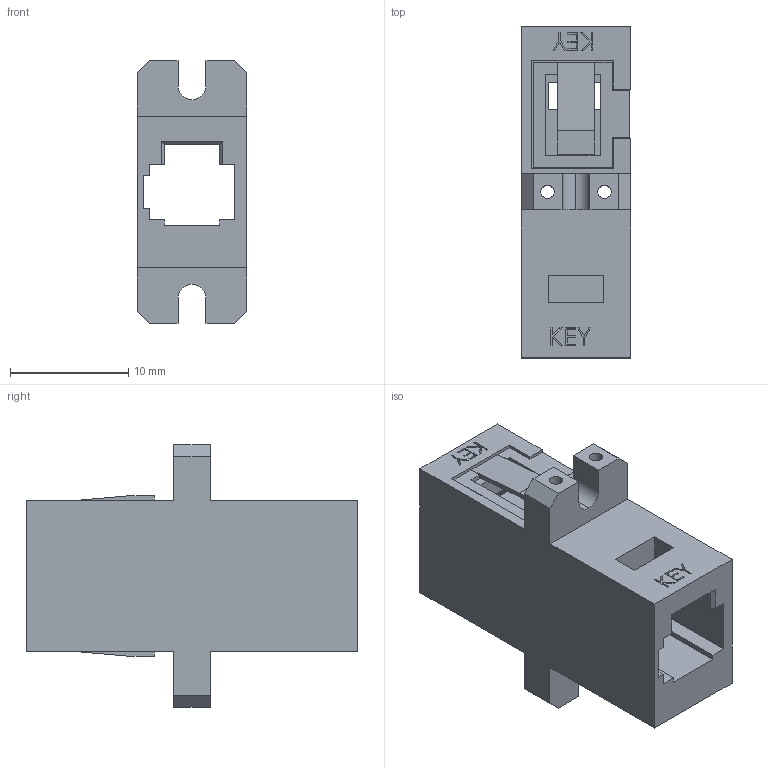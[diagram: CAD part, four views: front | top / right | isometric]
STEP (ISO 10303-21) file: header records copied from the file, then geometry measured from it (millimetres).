
FILE_DESCRIPTION (( 'STEP AP203' ), '1' );
FILE_NAME ('FOA-600.STEP', '2006-06-30T18:48:22', ( ' ' ), ( ' ' ), 'SwSTEP 2.0', 'SolidWorks 2005354', '' );
FILE_SCHEMA (( 'CONFIG_CONTROL_DESIGN' ));
Length unit declared in the file: inch
Products named in the file (1): FOA-600
Bounding box: 9.27 x 28.04 x 22.23 mm (x, y, z)
Volume: 2119.3 mm3; surface area: 2818.5 mm2
Topology: 1 solids, 1 shells, 348 faces, 990 edges, 656 vertices
Faces by surface type: plane 295, bspline 42, cylinder 11
Entity records: 15063 total; most frequent: CARTESIAN_POINT 6153, ORIENTED_EDGE 1980, DIRECTION 1550, EDGE_CURVE 990, VECTOR 876, LINE 876, VERTEX_POINT 656, EDGE_LOOP 376
